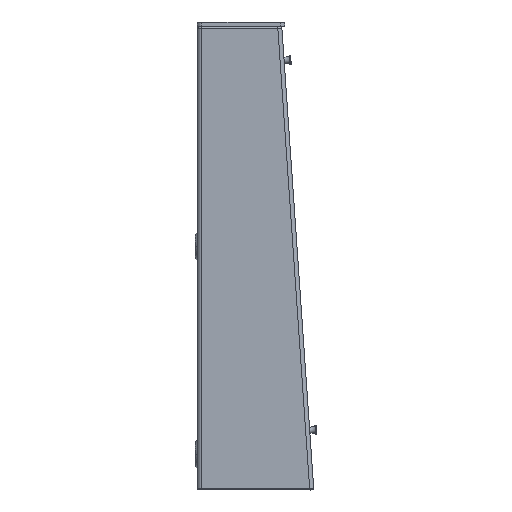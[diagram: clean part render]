
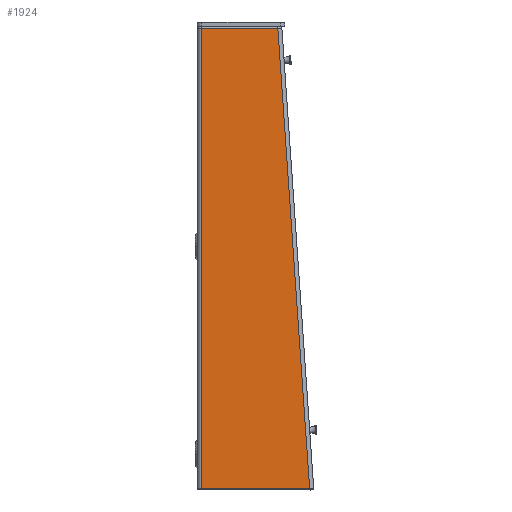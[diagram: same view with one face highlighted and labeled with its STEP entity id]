
A CAD part, left-side view. The second image highlights one B-rep face of the part: STEP entity #1924.
In plain terms, the highlighted planar face has unit normal (-1, 0, 0).
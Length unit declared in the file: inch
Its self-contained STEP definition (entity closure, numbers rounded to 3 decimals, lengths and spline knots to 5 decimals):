
#600=DIRECTION('',(0.,1.,0.));
#601=VECTOR('',#600,3.27873);
#602=CARTESIAN_POINT('',(-14.9375,-3.45373,7.94));
#603=LINE('',#602,#601);
#604=DIRECTION('',(0.,0.069,0.998));
#605=VECTOR('',#604,19.83714);
#606=CARTESIAN_POINT('',(-14.9375,-4.82044,-11.85));
#607=LINE('',#606,#605);
#608=DIRECTION('',(0.,1.,0.));
#609=VECTOR('',#608,4.64544);
#610=CARTESIAN_POINT('',(-14.9375,-4.82044,-11.85));
#611=LINE('',#610,#609);
#612=DIRECTION('',(0.,0.,-1.));
#613=VECTOR('',#612,19.79);
#614=CARTESIAN_POINT('',(-14.9375,-0.175,7.94));
#615=LINE('',#614,#613);
#836=CARTESIAN_POINT('',(-14.9375,-0.175,7.94));
#837=VERTEX_POINT('',#836);
#840=CARTESIAN_POINT('',(-14.9375,-3.45373,7.94));
#841=VERTEX_POINT('',#840);
#864=CARTESIAN_POINT('',(-14.9375,-0.175,-11.85));
#865=VERTEX_POINT('',#864);
#868=CARTESIAN_POINT('',(-14.9375,-4.82044,-11.85));
#869=VERTEX_POINT('',#868);
#1912=CARTESIAN_POINT('',(-14.9375,0.,0.));
#1913=DIRECTION('',(1.,0.,0.));
#1914=DIRECTION('',(0.,0.,-1.));
#1915=AXIS2_PLACEMENT_3D('',#1912,#1913,#1914);
#1916=PLANE('',#1915);
#1917=ORIENTED_EDGE('',*,*,#1903,.F.);
#1918=ORIENTED_EDGE('',*,*,#1848,.F.);
#1919=ORIENTED_EDGE('',*,*,#1639,.T.);
#1921=ORIENTED_EDGE('',*,*,#1920,.F.);
#1922=EDGE_LOOP('',(#1917,#1918,#1919,#1921));
#1923=FACE_OUTER_BOUND('',#1922,.F.);
#1639=EDGE_CURVE('',#869,#865,#611,.T.);
#1848=EDGE_CURVE('',#869,#841,#607,.T.);
#1903=EDGE_CURVE('',#841,#837,#603,.T.);
#1920=EDGE_CURVE('',#837,#865,#615,.T.);
#1924=ADVANCED_FACE('',(#1923),#1916,.F.);
